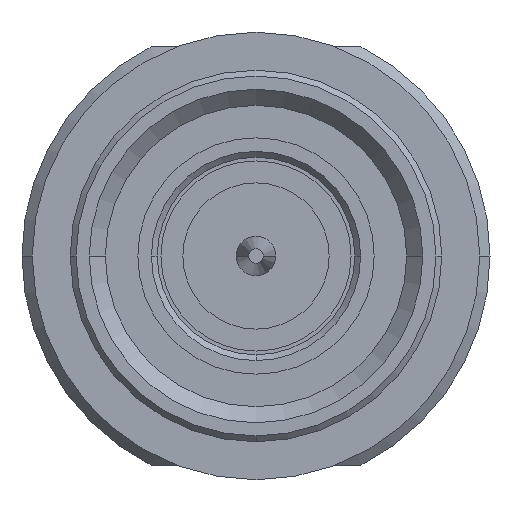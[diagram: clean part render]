
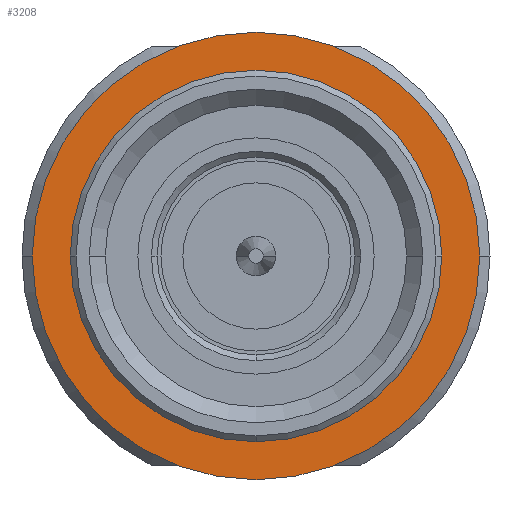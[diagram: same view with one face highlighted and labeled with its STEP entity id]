
A CAD part, left-side view. The second image highlights one B-rep face of the part: STEP entity #3208.
In plain terms, the highlighted planar face has unit normal (-1, 0, 0).
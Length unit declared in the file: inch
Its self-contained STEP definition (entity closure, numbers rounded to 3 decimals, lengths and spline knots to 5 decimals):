
#124 = ORIENTED_EDGE ( 'NONE', *, *, #883, .T. ) ;
#156 = FACE_BOUND ( 'NONE', #2942, .T. ) ;
#342 = CIRCLE ( 'NONE', #5288, 0.30118 ) ;
#407 = AXIS2_PLACEMENT_3D ( 'NONE', #5983, #3023, #3078 ) ;
#558 = CARTESIAN_POINT ( 'NONE',  ( 0.05906, 0.25, 0. ) ) ;
#588 = FACE_OUTER_BOUND ( 'NONE', #3981, .T. ) ;
#744 = VERTEX_POINT ( 'NONE', #2901 ) ;
#883 = EDGE_CURVE ( 'NONE', #3157, #3006, #5660, .T. ) ;
#1075 = EDGE_CURVE ( 'NONE', #3157, #3006, #4660, .T. ) ;
#1114 = PLANE ( 'NONE',  #2988 ) ;
#1479 = DIRECTION ( 'NONE',  ( -1., 0., 0. ) ) ;
#1562 = DIRECTION ( 'NONE',  ( -1., 0., 0. ) ) ;
#1731 = CARTESIAN_POINT ( 'NONE',  ( 0.05906, 0., 0. ) ) ;
#1996 = CARTESIAN_POINT ( 'NONE',  ( 0.05906, 0., 0. ) ) ;
#2079 = CARTESIAN_POINT ( 'NONE',  ( 0.05906, 0., 0. ) ) ;
#2184 = DIRECTION ( 'NONE',  ( 0., 1., 0. ) ) ;
#2249 = DIRECTION ( 'NONE',  ( -1., 0., 0. ) ) ;
#2727 = CARTESIAN_POINT ( 'NONE',  ( 0.05906, 0., 0. ) ) ;
#2901 = CARTESIAN_POINT ( 'NONE',  ( 0.05906, -0.30118, 0. ) ) ;
#2942 = EDGE_LOOP ( 'NONE', ( #124, #5491 ) ) ;
#2988 = AXIS2_PLACEMENT_3D ( 'NONE', #2079, #1562, #4451 ) ;
#3006 = VERTEX_POINT ( 'NONE', #5586 ) ;
#3023 = DIRECTION ( 'NONE',  ( 1., 0., 0. ) ) ;
#3078 = DIRECTION ( 'NONE',  ( 0., 1., 0. ) ) ;
#3099 = DIRECTION ( 'NONE',  ( 0., 1., 0. ) ) ;
#3157 = VERTEX_POINT ( 'NONE', #558 ) ;
#3208 = ADVANCED_FACE ( 'NONE', ( #156, #588 ), #1114, .T. ) ;
#3667 = DIRECTION ( 'NONE',  ( 1., 0., 0. ) ) ;
#3787 = EDGE_CURVE ( 'NONE', #5101, #744, #342, .T. ) ;
#3981 = EDGE_LOOP ( 'NONE', ( #6221, #5676 ) ) ;
#4043 = AXIS2_PLACEMENT_3D ( 'NONE', #1731, #3667, #3099 ) ;
#4351 = AXIS2_PLACEMENT_3D ( 'NONE', #2727, #2249, #2184 ) ;
#4451 = DIRECTION ( 'NONE',  ( 0., 0., 1. ) ) ;
#4660 = CIRCLE ( 'NONE', #4351, 0.25 ) ;
#4855 = CIRCLE ( 'NONE', #4043, 0.30118 ) ;
#5049 = EDGE_CURVE ( 'NONE', #5101, #744, #4855, .T. ) ;
#5101 = VERTEX_POINT ( 'NONE', #5743 ) ;
#5288 = AXIS2_PLACEMENT_3D ( 'NONE', #1996, #1479, #5466 ) ;
#5466 = DIRECTION ( 'NONE',  ( 0., 1., 0. ) ) ;
#5491 = ORIENTED_EDGE ( 'NONE', *, *, #1075, .F. ) ;
#5586 = CARTESIAN_POINT ( 'NONE',  ( 0.05906, -0.25, 0. ) ) ;
#5660 = CIRCLE ( 'NONE', #407, 0.25 ) ;
#5676 = ORIENTED_EDGE ( 'NONE', *, *, #5049, .F. ) ;
#5743 = CARTESIAN_POINT ( 'NONE',  ( 0.05906, 0.30118, 0. ) ) ;
#5983 = CARTESIAN_POINT ( 'NONE',  ( 0.05906, 0., 0. ) ) ;
#6221 = ORIENTED_EDGE ( 'NONE', *, *, #3787, .T. ) ;
